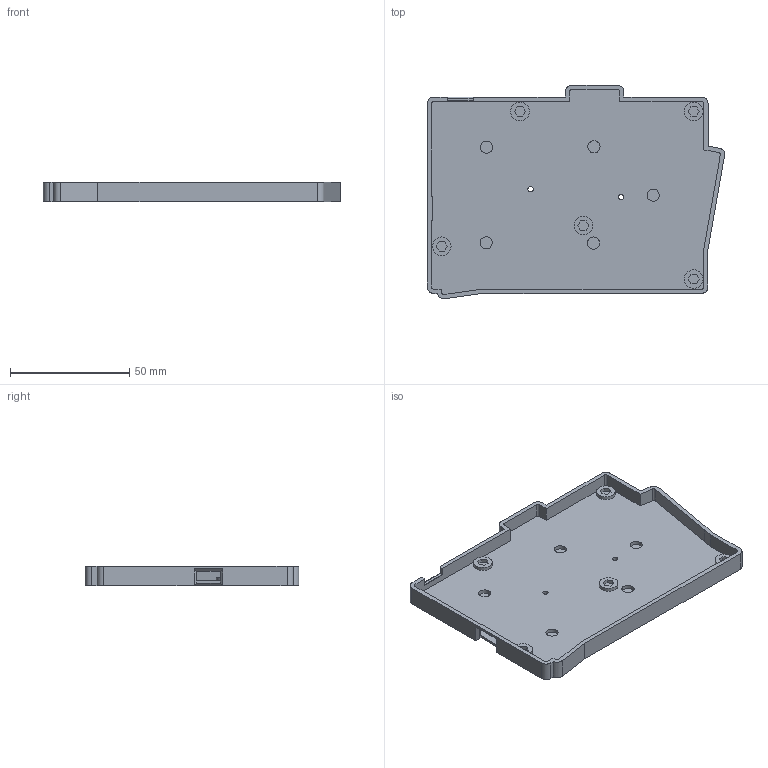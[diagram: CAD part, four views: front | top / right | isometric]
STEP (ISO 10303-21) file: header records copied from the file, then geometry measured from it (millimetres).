
FILE_DESCRIPTION(/* description */ (''),/* implementation_level */ '2;1');
FILE_NAME(/* name */ 'klotz bottom.step',/* time_stamp */ '2023-03-20T20:11:00+08:00',/* author */ (''),/* organization */ (''),/* preprocessor_version */ 'ST-DEVELOPER v19.2',/* originating_system */ 'Autodesk Translation Framework v11.17.0.187',/* authorisation */ '');
FILE_SCHEMA (('AUTOMOTIVE_DESIGN { 1 0 10303 214 3 1 1 }'));
Length unit declared in the file: millimetre
Products named in the file (2): klotz; bottom
Assembly tree (1 placements, depth 2):
  klotz
    bottom
Bounding box: 124.54 x 89.46 x 8 mm (x, y, z)
Volume: 23990.8 mm3; surface area: 26000.5 mm2
Topology: 1 solids, 1 shells, 138 faces, 342 edges, 224 vertices
Faces by surface type: plane 99, cylinder 23, bspline 16
Full cylindrical faces by diameter (mm): 2.2 x2, 5.1 x5, 7.8 x5, 8.1 x5
Entity records: 4561 total; most frequent: CARTESIAN_POINT 1283, ORIENTED_EDGE 684, DIRECTION 602, EDGE_CURVE 342, LINE 268, VECTOR 268, VERTEX_POINT 224, AXIS2_PLACEMENT_3D 167
